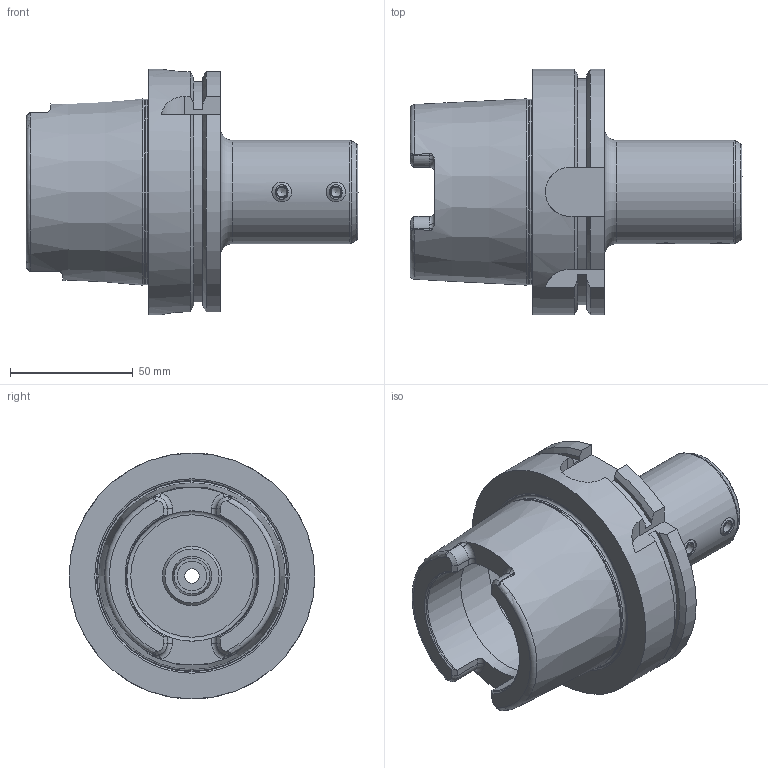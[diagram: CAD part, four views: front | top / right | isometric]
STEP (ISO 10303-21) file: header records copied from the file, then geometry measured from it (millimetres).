
FILE_DESCRIPTION((''),'2;1');
FILE_NAME('591077012085-3D.stp','2021-10-05T13:49:21',('nttooll'),(''),'Autodesk Inventor 2012','Autodesk Inventor 2012','');
FILE_SCHEMA(('AUTOMOTIVE_DESIGN { 1 0 10303 214 1 1 1 1 }'));
Length unit declared in the file: millimetre
Products named in the file (1): 591077012085-3D
Bounding box: 135 x 100 x 100 mm (x, y, z)
Volume: 333827.5 mm3; surface area: 61317.6 mm2
Topology: 1 solids, 1 shells, 145 faces, 352 edges, 220 vertices
Faces by surface type: cylinder 47, plane 46, cone 32, torus 20
Full cylindrical faces by diameter (mm): 4 x2, 4.619 x2, 5.5 x2, 6 x1, 8 x4, 12 x2, 12.4 x1, 15.3 x1, 16 x1, 24 x1, 42 x1, 53 x1, 53.8 x1, 63 x1, 75.3 x1, 100 x1
Entity records: 4313 total; most frequent: CARTESIAN_POINT 1197, DIRECTION 655, ORIENTED_EDGE 578, EDGE_CURVE 289, AXIS2_PLACEMENT_3D 280, EDGE_LOOP 209, VERTEX_POINT 208, FACE_OUTER_BOUND 145
